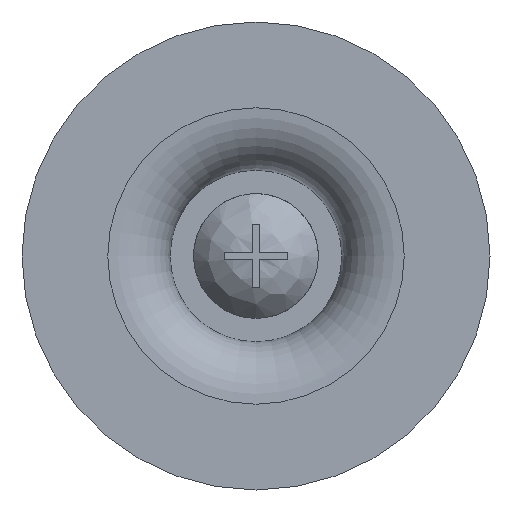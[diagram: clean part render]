
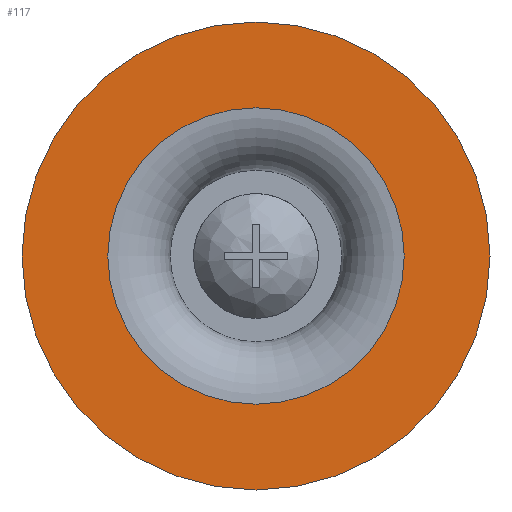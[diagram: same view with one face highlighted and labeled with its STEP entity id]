
A CAD part, front view. The second image highlights one B-rep face of the part: STEP entity #117.
In plain terms, the highlighted planar face has unit normal (0, -1, 0).
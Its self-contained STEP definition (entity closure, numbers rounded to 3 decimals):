
#117 = ADVANCED_FACE( '', ( #255, #256 ), #257, .F. );
#255 = FACE_BOUND( '', #410, .T. );
#256 = FACE_OUTER_BOUND( '', #411, .T. );
#257 = PLANE( '', #412 );
#410 = EDGE_LOOP( '', ( #701 ) );
#411 = EDGE_LOOP( '', ( #702 ) );
#412 = AXIS2_PLACEMENT_3D( '', #703, #704, #705 );
#701 = ORIENTED_EDGE( '', *, *, #965, .F. );
#702 = ORIENTED_EDGE( '', *, *, #909, .T. );
#703 = CARTESIAN_POINT( '', ( 15., 0., 0. ) );
#704 = DIRECTION( '', ( 0., 1., 0. ) );
#705 = DIRECTION( '', ( 0., 0., 1. ) );
#909 = EDGE_CURVE( '', #1071, #1071, #1072, .T. );
#965 = EDGE_CURVE( '', #1152, #1152, #1153, .T. );
#1071 = VERTEX_POINT( '', #1331 );
#1072 = CIRCLE( '', #1332, 15. );
#1152 = VERTEX_POINT( '', #1477 );
#1153 = CIRCLE( '', #1478, 9.5 );
#1331 = CARTESIAN_POINT( '', ( 0., 0., -15. ) );
#1332 = AXIS2_PLACEMENT_3D( '', #1616, #1617, #1618 );
#1477 = CARTESIAN_POINT( '', ( 0., 0., -9.5 ) );
#1478 = AXIS2_PLACEMENT_3D( '', #1675, #1676, #1677 );
#1616 = CARTESIAN_POINT( '', ( 0., 0., 0. ) );
#1617 = DIRECTION( '', ( 0., -1., 0. ) );
#1618 = DIRECTION( '', ( 0., 0., -1. ) );
#1675 = CARTESIAN_POINT( '', ( 0., 0., 0. ) );
#1676 = DIRECTION( '', ( 0., -1., 0. ) );
#1677 = DIRECTION( '', ( 0., 0., -1. ) );
